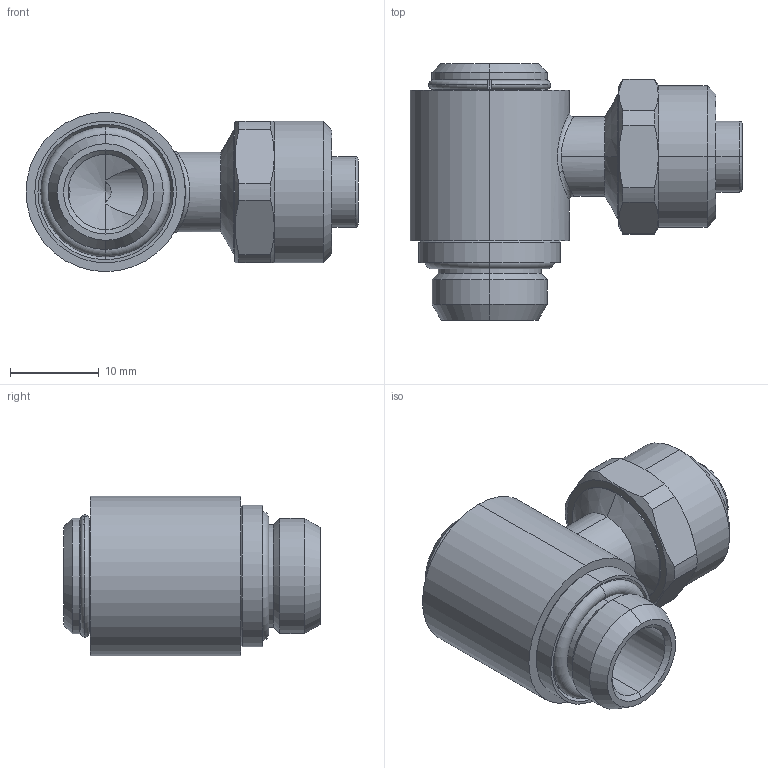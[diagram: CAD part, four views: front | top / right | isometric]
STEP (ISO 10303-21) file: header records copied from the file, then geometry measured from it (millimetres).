
FILE_DESCRIPTION (( 'STEP AP203' ), '1' );
FILE_NAME ('02200052.STEP', '2011-10-03T12:54:04', ( '' ), ( 'sopra-pneumatic' ), 'SwSTEP 2.0', 'SolidWorks 2011', '' );
FILE_SCHEMA (( 'CONFIG_CONTROL_DESIGN' ));
Length unit declared in the file: millimetre
Products named in the file (1): 02200052
Bounding box: 37.5 x 29 x 18 mm (x, y, z)
Volume: 6715.3 mm3; surface area: 4625.3 mm2
Topology: 3 solids, 3 shells, 119 faces, 266 edges, 158 vertices
Faces by surface type: cone 40, cylinder 37, plane 32, torus 8, bspline 2
Entity records: 3935 total; most frequent: CARTESIAN_POINT 1236, DIRECTION 574, ORIENTED_EDGE 524, EDGE_CURVE 262, AXIS2_PLACEMENT_3D 240, VERTEX_POINT 158, EDGE_LOOP 132, CIRCLE 122
